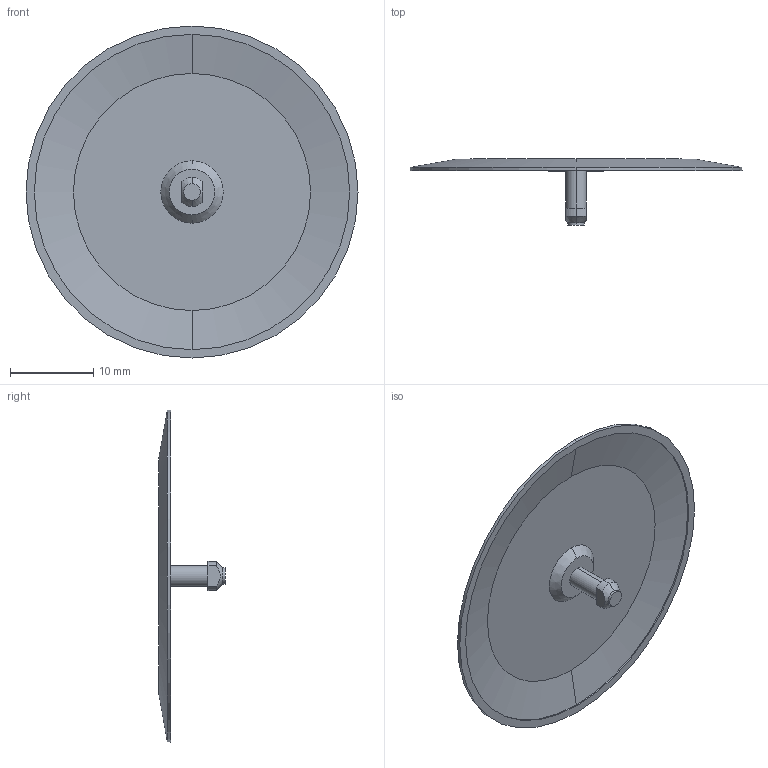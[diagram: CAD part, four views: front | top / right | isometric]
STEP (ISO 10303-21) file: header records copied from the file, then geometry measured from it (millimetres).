
FILE_DESCRIPTION (( 'STEP AP203' ), '1' );
FILE_NAME ('PRT0007_220520.STEP', '2020-06-01T16:33:40', ( 'vietb' ), ( '' ), 'SwSTEP 2.0', 'SolidWorks 2020', '' );
FILE_SCHEMA (( 'CONFIG_CONTROL_DESIGN' ));
Length unit declared in the file: millimetre
Products named in the file (1): PRT0007_220520
Bounding box: 40 x 7.95 x 40 mm (x, y, z)
Volume: 584.9 mm3; surface area: 2666.3 mm2
Topology: 1 solids, 1 shells, 28 faces, 60 edges, 37 vertices
Faces by surface type: cylinder 11, plane 9, cone 8
Entity records: 864 total; most frequent: CARTESIAN_POINT 152, DIRECTION 149, ORIENTED_EDGE 120, AXIS2_PLACEMENT_3D 62, EDGE_CURVE 60, VERTEX_POINT 37, CIRCLE 33, EDGE_LOOP 31
